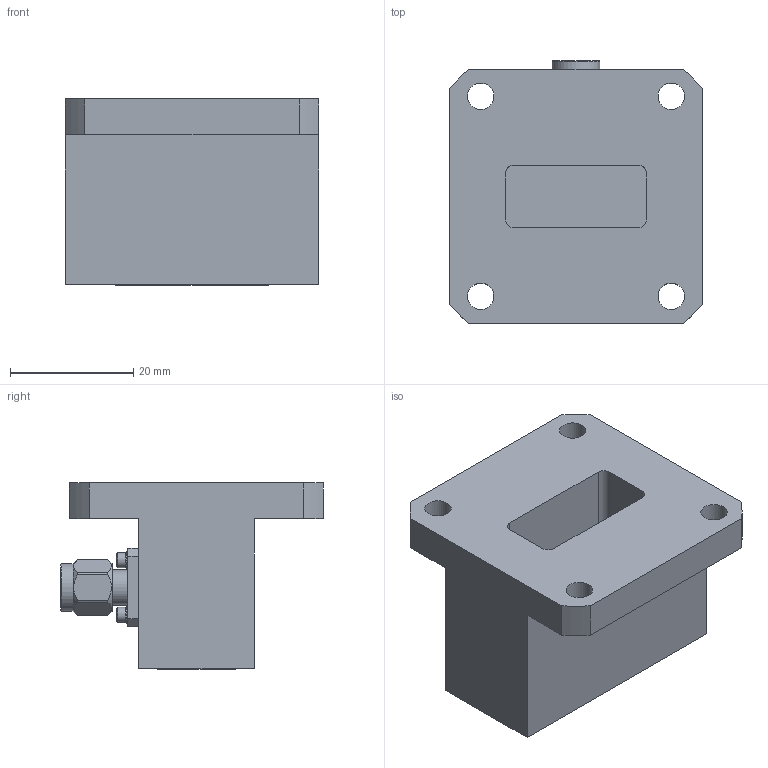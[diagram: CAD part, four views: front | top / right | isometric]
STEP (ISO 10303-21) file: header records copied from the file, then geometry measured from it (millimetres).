
FILE_DESCRIPTION (( 'STEP AP203' ), '1' );
FILE_NAME ('PE9810_3D.STEP', '2020-11-04T16:28:31', ( '' ), ( '' ), 'SwSTEP 2.0', 'SolidWorks 2018', '' );
FILE_SCHEMA (( 'CONFIG_CONTROL_DESIGN' ));
Length unit declared in the file: inch
Products named in the file (1): PE9810_3D
Bounding box: 41.27 x 42.73 x 30.28 mm (x, y, z)
Volume: 22465.6 mm3; surface area: 10008.3 mm2
Topology: 1 solids, 5 shells, 196 faces, 462 edges, 297 vertices
Faces by surface type: plane 89, cylinder 58, cone 37, bspline 12
Full cylindrical faces by diameter (mm): 0.94 x1, 1.194 x1, 1.524 x12, 1.854 x4, 2.438 x4, 2.946 x4, 4.293 x4, 4.445 x1, 5.842 x1, 6.35 x6, 7.762 x1
Entity records: 9921 total; most frequent: CARTESIAN_POINT 6061, ORIENTED_EDGE 748, DIRECTION 738, EDGE_CURVE 374, AXIS2_PLACEMENT_3D 299, VERTEX_POINT 262, EDGE_LOOP 258, FACE_OUTER_BOUND 209
